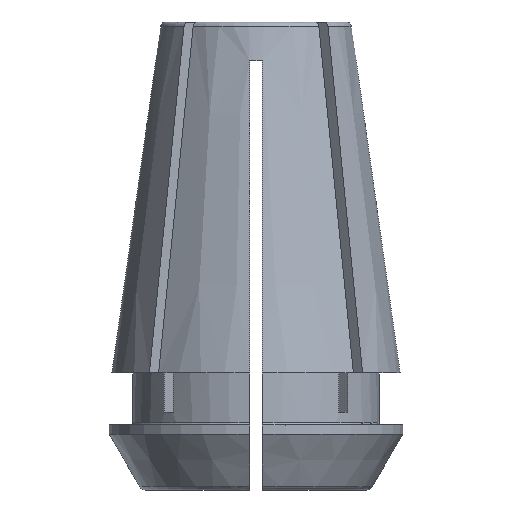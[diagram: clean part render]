
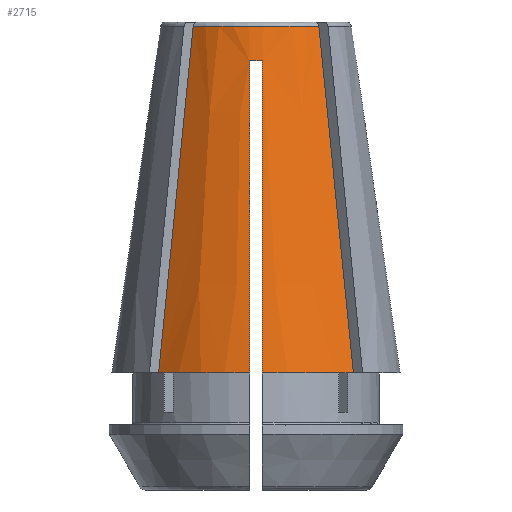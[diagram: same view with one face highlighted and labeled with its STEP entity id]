
A CAD part, left-side view. The second image highlights one B-rep face of the part: STEP entity #2715.
In plain terms, the highlighted conical face has half-angle 8 degrees and reference radius 5.502 mm.
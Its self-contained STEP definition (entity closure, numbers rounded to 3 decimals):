
#519=CIRCLE('',#2828,5.55);
#605=CIRCLE('',#2969,3.677);
#606=CIRCLE('',#2971,5.55);
#607=CIRCLE('',#2972,3.864);
#938=ORIENTED_EDGE('',*,*,#1750,.F.);
#939=ORIENTED_EDGE('',*,*,#1751,.T.);
#940=ORIENTED_EDGE('',*,*,#1752,.F.);
#941=ORIENTED_EDGE('',*,*,#1753,.F.);
#942=ORIENTED_EDGE('',*,*,#1754,.T.);
#943=ORIENTED_EDGE('',*,*,#1561,.T.);
#944=ORIENTED_EDGE('',*,*,#1755,.T.);
#945=ORIENTED_EDGE('',*,*,#1748,.F.);
#1561=EDGE_CURVE('',#1992,#1991,#519,.T.);
#1748=EDGE_CURVE('',#2137,#2138,#605,.T.);
#1750=EDGE_CURVE('',#2139,#2137,#2303,.T.);
#1751=EDGE_CURVE('',#2139,#2140,#606,.T.);
#1752=EDGE_CURVE('',#2141,#2140,#2304,.T.);
#1753=EDGE_CURVE('',#2142,#2141,#607,.T.);
#1754=EDGE_CURVE('',#2142,#1992,#2305,.T.);
#1755=EDGE_CURVE('',#1991,#2138,#2306,.T.);
#1991=VERTEX_POINT('',#3990);
#1992=VERTEX_POINT('',#3992);
#2137=VERTEX_POINT('',#4573);
#2138=VERTEX_POINT('',#4575);
#2139=VERTEX_POINT('',#4588);
#2140=VERTEX_POINT('',#4590);
#2141=VERTEX_POINT('',#4601);
#2142=VERTEX_POINT('',#4603);
#2303=B_SPLINE_CURVE_WITH_KNOTS('',3,(#4581,#4582,#4583,#4584,#4585,#4586,
#4587),.UNSPECIFIED.,.F.,.F.,(4,3,4),(0.,0.01,
0.013),.UNSPECIFIED.);
#2304=B_SPLINE_CURVE_WITH_KNOTS('',3,(#4591,#4592,#4593,#4594,#4595,#4596,
#4597,#4598,#4599,#4600),.UNSPECIFIED.,.F.,.F.,(4,3,3,4),(0.006,
0.007,0.014,0.018),
 .UNSPECIFIED.);
#2305=B_SPLINE_CURVE_WITH_KNOTS('',3,(#4604,#4605,#4606,#4607,#4608,#4609,
#4610,#4611,#4612,#4613),.UNSPECIFIED.,.F.,.F.,(4,3,3,4),(0.006,
0.007,0.014,0.018),
 .UNSPECIFIED.);
#2306=B_SPLINE_CURVE_WITH_KNOTS('',3,(#4614,#4615,#4616,#4617,#4618,#4619,
#4620),.UNSPECIFIED.,.F.,.F.,(4,3,4),(0.,0.01,
0.013),.UNSPECIFIED.);
#2403=EDGE_LOOP('',(#938,#939,#940,#941,#942,#943,#944,#945));
#2547=FACE_BOUND('',#2403,.T.);
#2642=CONICAL_SURFACE('',#2970,5.502,0.14);
#2715=ADVANCED_FACE('',(#2547),#2642,.T.);
#2828=AXIS2_PLACEMENT_3D('',#3991,#3165,#3166);
#2969=AXIS2_PLACEMENT_3D('',#4574,#3504,#3505);
#2970=AXIS2_PLACEMENT_3D('',#4580,#3506,#3507);
#2971=AXIS2_PLACEMENT_3D('',#4589,#3508,#3509);
#2972=AXIS2_PLACEMENT_3D('',#4602,#3510,#3511);
#3165=DIRECTION('',(0.,0.,1.));
#3166=DIRECTION('',(1.,0.,0.));
#3504=DIRECTION('',(0.,0.,1.));
#3505=DIRECTION('',(1.,0.,0.));
#3506=DIRECTION('',(0.,0.,-1.));
#3507=DIRECTION('',(-1.,0.,0.));
#3508=DIRECTION('',(0.,0.,1.));
#3509=DIRECTION('',(1.,0.,0.));
#3510=DIRECTION('',(0.,0.,-1.));
#3511=DIRECTION('',(-1.,0.,0.));
#3990=CARTESIAN_POINT('',(-4.097,-3.744,4.5));
#3991=CARTESIAN_POINT('',(0.,0.,4.5));
#3992=CARTESIAN_POINT('',(-5.544,-0.25,4.5));
#4573=CARTESIAN_POINT('',(-2.771,2.417,17.828));
#4574=CARTESIAN_POINT('',(0.,0.,17.828));
#4575=CARTESIAN_POINT('',(-2.771,-2.417,17.828));
#4580=CARTESIAN_POINT('',(0.,0.,4.842));
#4581=CARTESIAN_POINT('',(-4.097,3.744,4.5));
#4582=CARTESIAN_POINT('',(-3.777,3.424,7.716));
#4583=CARTESIAN_POINT('',(-3.457,3.104,10.932));
#4584=CARTESIAN_POINT('',(-3.137,2.784,14.149));
#4585=CARTESIAN_POINT('',(-3.015,2.661,15.375));
#4586=CARTESIAN_POINT('',(-2.893,2.539,16.601));
#4587=CARTESIAN_POINT('',(-2.771,2.417,17.828));
#4588=CARTESIAN_POINT('',(-4.097,3.744,4.5));
#4589=CARTESIAN_POINT('',(0.,0.,4.5));
#4590=CARTESIAN_POINT('',(-5.544,0.25,4.5));
#4591=CARTESIAN_POINT('',(-3.855,0.25,16.5));
#4592=CARTESIAN_POINT('',(-3.926,0.25,15.996));
#4593=CARTESIAN_POINT('',(-3.997,0.25,15.491));
#4594=CARTESIAN_POINT('',(-4.069,0.25,14.987));
#4595=CARTESIAN_POINT('',(-4.401,0.25,12.625));
#4596=CARTESIAN_POINT('',(-4.734,0.25,10.262));
#4597=CARTESIAN_POINT('',(-5.066,0.25,7.9));
#4598=CARTESIAN_POINT('',(-5.225,0.25,6.767));
#4599=CARTESIAN_POINT('',(-5.385,0.25,5.633));
#4600=CARTESIAN_POINT('',(-5.544,0.25,4.5));
#4601=CARTESIAN_POINT('',(-3.855,0.25,16.5));
#4602=CARTESIAN_POINT('',(0.,0.,16.5));
#4603=CARTESIAN_POINT('',(-3.855,-0.25,16.5));
#4604=CARTESIAN_POINT('',(-3.855,-0.25,16.5));
#4605=CARTESIAN_POINT('',(-3.926,-0.25,15.996));
#4606=CARTESIAN_POINT('',(-3.997,-0.25,15.491));
#4607=CARTESIAN_POINT('',(-4.069,-0.25,14.987));
#4608=CARTESIAN_POINT('',(-4.401,-0.25,12.625));
#4609=CARTESIAN_POINT('',(-4.734,-0.25,10.262));
#4610=CARTESIAN_POINT('',(-5.066,-0.25,7.9));
#4611=CARTESIAN_POINT('',(-5.225,-0.25,6.767));
#4612=CARTESIAN_POINT('',(-5.385,-0.25,5.633));
#4613=CARTESIAN_POINT('',(-5.544,-0.25,4.5));
#4614=CARTESIAN_POINT('',(-4.097,-3.744,4.5));
#4615=CARTESIAN_POINT('',(-3.777,-3.424,7.716));
#4616=CARTESIAN_POINT('',(-3.457,-3.104,10.932));
#4617=CARTESIAN_POINT('',(-3.137,-2.784,14.149));
#4618=CARTESIAN_POINT('',(-3.015,-2.661,15.375));
#4619=CARTESIAN_POINT('',(-2.893,-2.539,16.601));
#4620=CARTESIAN_POINT('',(-2.771,-2.417,17.828));
